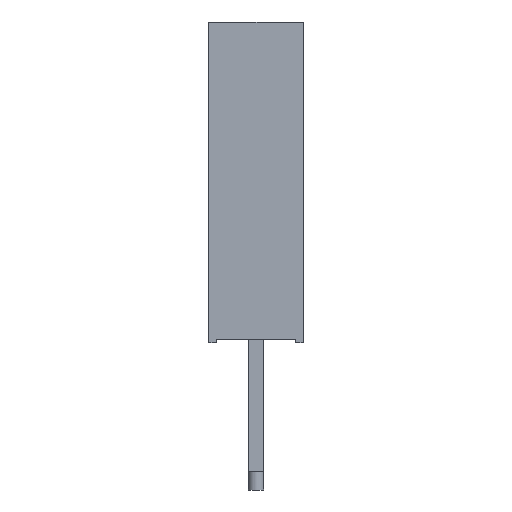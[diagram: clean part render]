
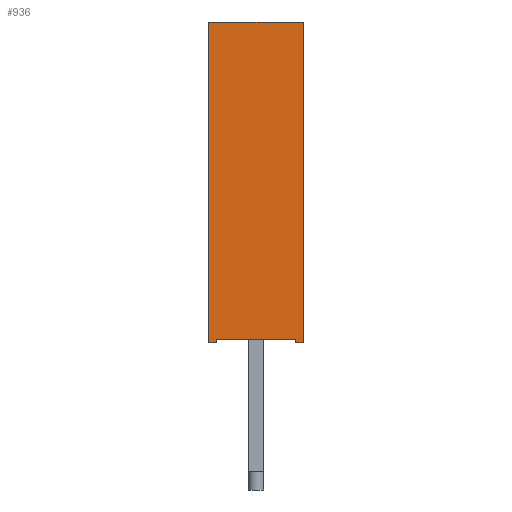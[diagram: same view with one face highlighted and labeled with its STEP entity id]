
A CAD part, left-side view. The second image highlights one B-rep face of the part: STEP entity #936.
In plain terms, the highlighted planar face has unit normal (-1, 0, 0).
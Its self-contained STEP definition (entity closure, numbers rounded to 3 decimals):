
#936=ADVANCED_FACE('',(#1161),#1163,.T.);
#1161=FACE_BOUND('',#1162,.T.);
#1162=EDGE_LOOP('',(#1327,#1328,#1329,#1330,#1331,#1332,#1333,#1334));
#1163=PLANE('',#1164);
#1164=AXIS2_PLACEMENT_3D('',#1165,#1166,#1167);
#1165=CARTESIAN_POINT('',(0.,2.5,0.));
#1166=DIRECTION('',(-1.,0.,0.));
#1167=DIRECTION('',(0.,-1.,0.));
#1327=ORIENTED_EDGE('',*,*,#1430,.T.);
#1328=ORIENTED_EDGE('',*,*,#1419,.T.);
#1329=ORIENTED_EDGE('',*,*,#1429,.T.);
#1330=ORIENTED_EDGE('',*,*,#1431,.T.);
#1331=ORIENTED_EDGE('',*,*,#1432,.T.);
#1332=ORIENTED_EDGE('',*,*,#1433,.F.);
#1333=ORIENTED_EDGE('',*,*,#1434,.F.);
#1334=ORIENTED_EDGE('',*,*,#1435,.T.);
#1419=EDGE_CURVE('',#1496,#1494,#1497,.T.);
#1429=EDGE_CURVE('',#1494,#1512,#1514,.F.);
#1430=EDGE_CURVE('',#1515,#1496,#1516,.F.);
#1431=EDGE_CURVE('',#1512,#1517,#1518,.T.);
#1432=EDGE_CURVE('',#1517,#1519,#1520,.T.);
#1433=EDGE_CURVE('',#1521,#1519,#1522,.T.);
#1434=EDGE_CURVE('',#1523,#1521,#1524,.T.);
#1435=EDGE_CURVE('',#1523,#1515,#1525,.T.);
#1494=VERTEX_POINT('',#1638);
#1496=VERTEX_POINT('',#1642);
#1497=LINE('',#1643,#1644);
#1512=VERTEX_POINT('',#1676);
#1514=LINE('',#1680,#1681);
#1515=VERTEX_POINT('',#1683);
#1516=LINE('',#1684,#1685);
#1517=VERTEX_POINT('',#1687);
#1518=LINE('',#1688,#1689);
#1519=VERTEX_POINT('',#1691);
#1520=LINE('',#1692,#1693);
#1521=VERTEX_POINT('',#1695);
#1522=LINE('',#1696,#1697);
#1523=VERTEX_POINT('',#1699);
#1524=LINE('',#1700,#1701);
#1525=LINE('',#1703,#1704);
#1638=CARTESIAN_POINT('',(0.,0.2,0.1));
#1642=CARTESIAN_POINT('',(0.,2.3,0.1));
#1643=CARTESIAN_POINT('',(0.,2.3,0.1));
#1644=VECTOR('',#1645,1.);
#1645=DIRECTION('',(0.,-1.,0.));
#1676=CARTESIAN_POINT('',(0.,0.2,0.));
#1680=CARTESIAN_POINT('',(0.,0.2,0.));
#1681=VECTOR('',#1682,1.);
#1682=DIRECTION('',(0.,0.,1.));
#1683=CARTESIAN_POINT('',(0.,2.3,0.));
#1684=CARTESIAN_POINT('',(0.,2.3,0.1));
#1685=VECTOR('',#1686,1.);
#1686=DIRECTION('',(0.,0.,-1.));
#1687=CARTESIAN_POINT('',(0.,0.,0.));
#1688=CARTESIAN_POINT('',(0.,0.2,0.));
#1689=VECTOR('',#1690,1.);
#1690=DIRECTION('',(0.,-1.,0.));
#1691=CARTESIAN_POINT('',(0.,0.,8.5));
#1692=CARTESIAN_POINT('',(0.,0.,0.));
#1693=VECTOR('',#1694,1.);
#1694=DIRECTION('',(0.,0.,1.));
#1695=CARTESIAN_POINT('',(0.,2.5,8.5));
#1696=CARTESIAN_POINT('',(0.,2.5,8.5));
#1697=VECTOR('',#1698,1.);
#1698=DIRECTION('',(0.,-1.,0.));
#1699=CARTESIAN_POINT('',(0.,2.5,0.));
#1700=CARTESIAN_POINT('',(0.,2.5,0.));
#1701=VECTOR('',#1702,1.);
#1702=DIRECTION('',(0.,0.,1.));
#1703=CARTESIAN_POINT('',(0.,2.5,0.));
#1704=VECTOR('',#1705,1.);
#1705=DIRECTION('',(0.,-1.,0.));
